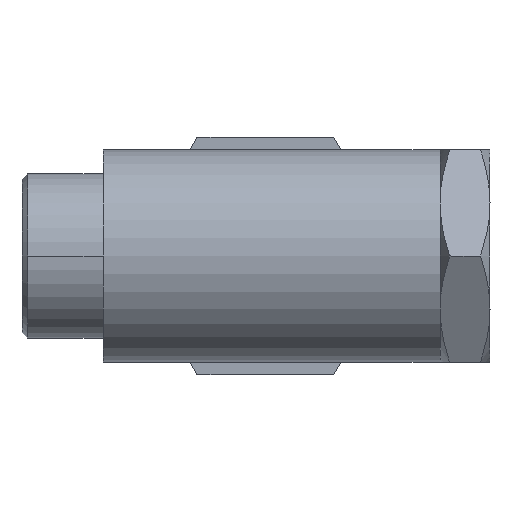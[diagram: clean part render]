
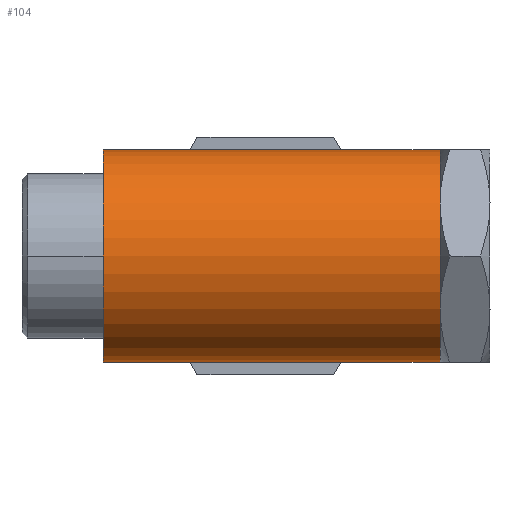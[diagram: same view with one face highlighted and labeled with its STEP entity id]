
A CAD part, front view. The second image highlights one B-rep face of the part: STEP entity #104.
In plain terms, the highlighted cylindrical face has radius 8.5 mm (diameter 17 mm), a partial arc.
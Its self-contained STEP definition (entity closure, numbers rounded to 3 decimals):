
#104=ADVANCED_FACE('NONE',(#231),#232,.T.);
#231=FACE_OUTER_BOUND('',#379,.T.);
#232=CYLINDRICAL_SURFACE('',#380,8.5);
#379=EDGE_LOOP('',(#605,#606,#607,#608,#609,#610));
#380=AXIS2_PLACEMENT_3D('',#611,#612,#613);
#605=ORIENTED_EDGE('',*,*,#921,.T.);
#606=ORIENTED_EDGE('',*,*,#935,.F.);
#607=ORIENTED_EDGE('',*,*,#926,.F.);
#608=ORIENTED_EDGE('',*,*,#880,.F.);
#609=ORIENTED_EDGE('',*,*,#922,.T.);
#610=ORIENTED_EDGE('',*,*,#864,.F.);
#611=CARTESIAN_POINT('',(-31.0,0.0,0.0));
#612=DIRECTION('',(-1.0,0.0,-0.0));
#613=DIRECTION('',(0.0,0.0,-1.0));
#864=EDGE_CURVE('NONE',#1019,#1020,#1021,.T.);
#880=EDGE_CURVE('NONE',#1047,#1045,#1049,.T.);
#921=EDGE_CURVE('',#1019,#1038,#1116,.T.);
#922=EDGE_CURVE('',#1047,#1020,#1117,.T.);
#926=EDGE_CURVE('NONE',#1045,#1108,#1122,.T.);
#935=EDGE_CURVE('NONE',#1108,#1038,#1134,.T.);
#1019=VERTEX_POINT('NONE',#1236);
#1020=VERTEX_POINT('',#1237);
#1021=CIRCLE('',#1238,8.5);
#1038=VERTEX_POINT('NONE',#1282);
#1045=VERTEX_POINT('',#1300);
#1047=VERTEX_POINT('',#1307);
#1049=CIRCLE('',#1314,8.5);
#1108=VERTEX_POINT('',#1421);
#1116=LINE('',#1527,#1528);
#1117=LINE('',#1529,#1530);
#1122=CIRCLE('',#1535,8.5);
#1134=CIRCLE('',#1555,8.5);
#1236=CARTESIAN_POINT('',(-31.0,0.0,-8.5));
#1237=CARTESIAN_POINT('',(-31.0,0.,8.5));
#1238=AXIS2_PLACEMENT_3D('',#1749,#1750,#1751);
#1282=CARTESIAN_POINT('',(-4.0,0.0,-8.5));
#1300=CARTESIAN_POINT('',(-4.0,-7.361,4.25));
#1307=CARTESIAN_POINT('',(-4.0,0.,8.5));
#1314=AXIS2_PLACEMENT_3D('',#1761,#1762,#1763);
#1421=CARTESIAN_POINT('',(-4.,-7.361,-4.25));
#1527=CARTESIAN_POINT('',(-31.0,0.,-8.5));
#1528=VECTOR('',#1804,1.0);
#1529=CARTESIAN_POINT('',(-31.0,0.,8.5));
#1530=VECTOR('',#1805,1.0);
#1535=AXIS2_PLACEMENT_3D('',#1812,#1813,#1814);
#1555=AXIS2_PLACEMENT_3D('',#1824,#1825,#1826);
#1749=CARTESIAN_POINT('',(-31.0,0.0,0.0));
#1750=DIRECTION('',(-1.0,-0.0,-0.0));
#1751=DIRECTION('',(0.0,0.0,-1.0));
#1761=CARTESIAN_POINT('',(-4.0,0.0,0.0));
#1762=DIRECTION('',(1.0,0.0,0.0));
#1763=DIRECTION('',(0.0,0.0,-1.0));
#1804=DIRECTION('',(1.0,-0.0,-0.0));
#1805=DIRECTION('',(-1.0,0.0,-0.0));
#1812=CARTESIAN_POINT('',(-4.0,0.0,0.0));
#1813=DIRECTION('',(1.0,0.0,0.0));
#1814=DIRECTION('',(0.0,0.0,-1.0));
#1824=CARTESIAN_POINT('',(-4.0,0.0,0.0));
#1825=DIRECTION('',(1.0,0.0,0.0));
#1826=DIRECTION('',(0.0,0.0,-1.0));
